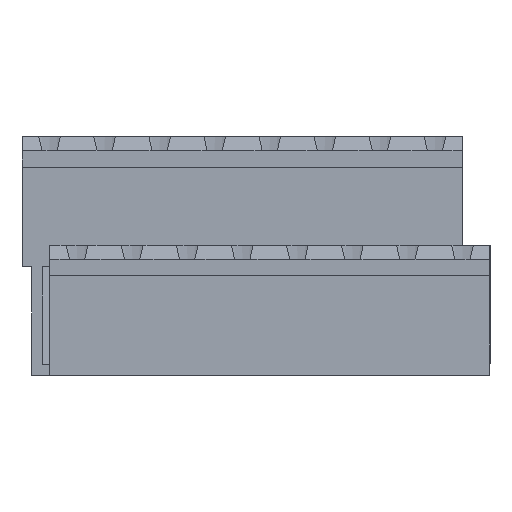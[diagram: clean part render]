
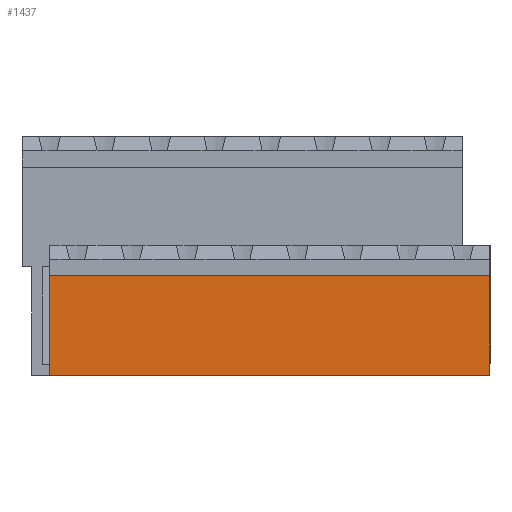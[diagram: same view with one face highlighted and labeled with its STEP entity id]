
A CAD part, front view. The second image highlights one B-rep face of the part: STEP entity #1437.
In plain terms, the highlighted planar face has unit normal (0, -1, 0).
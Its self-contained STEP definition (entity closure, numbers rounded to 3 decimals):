
#1437 = ADVANCED_FACE( '', ( #3117 ), #3118, .F. );
#3117 = FACE_OUTER_BOUND( '', #5099, .T. );
#3118 = PLANE( '', #5100 );
#5099 = EDGE_LOOP( '', ( #9092, #9093, #9094, #9095 ) );
#5100 = AXIS2_PLACEMENT_3D( '', #9096, #9097, #9098 );
#9092 = ORIENTED_EDGE( '', *, *, #13151, .F. );
#9093 = ORIENTED_EDGE( '', *, *, #13901, .F. );
#9094 = ORIENTED_EDGE( '', *, *, #13902, .F. );
#9095 = ORIENTED_EDGE( '', *, *, #13903, .F. );
#9096 = CARTESIAN_POINT( '', ( 0., -18.85, 0. ) );
#9097 = DIRECTION( '', ( 0., 1., 0. ) );
#9098 = DIRECTION( '', ( 0., 0., 1. ) );
#13151 = EDGE_CURVE( '', #16250, #16252, #16253, .T. );
#13901 = EDGE_CURVE( '', #17360, #16250, #17361, .T. );
#13902 = EDGE_CURVE( '', #17362, #17360, #17363, .T. );
#13903 = EDGE_CURVE( '', #16252, #17362, #17364, .T. );
#16250 = VERTEX_POINT( '', #20587 );
#16252 = VERTEX_POINT( '', #20590 );
#16253 = LINE( '', #20591, #20592 );
#17360 = VERTEX_POINT( '', #22200 );
#17361 = LINE( '', #22201, #22202 );
#17362 = VERTEX_POINT( '', #22203 );
#17363 = LINE( '', #22204, #22205 );
#17364 = LINE( '', #22206, #22207 );
#20587 = CARTESIAN_POINT( '', ( -17.78, -18.85, -11. ) );
#20590 = CARTESIAN_POINT( '', ( -17.78, -18.85, -1.8 ) );
#20591 = CARTESIAN_POINT( '', ( -17.78, -18.85, -11. ) );
#20592 = VECTOR( '', #24495, 1000. );
#22200 = CARTESIAN_POINT( '', ( 22.86, -18.85, -11. ) );
#22201 = CARTESIAN_POINT( '', ( 22.86, -18.85, -11. ) );
#22202 = VECTOR( '', #25219, 1000. );
#22203 = CARTESIAN_POINT( '', ( 22.86, -18.85, -1.8 ) );
#22204 = CARTESIAN_POINT( '', ( 22.86, -18.85, -1.8 ) );
#22205 = VECTOR( '', #25220, 1000. );
#22206 = CARTESIAN_POINT( '', ( -17.78, -18.85, -1.8 ) );
#22207 = VECTOR( '', #25221, 1000. );
#24495 = DIRECTION( '', ( 0., 0., 1. ) );
#25219 = DIRECTION( '', ( -1., 0., 0. ) );
#25220 = DIRECTION( '', ( 0., 0., -1. ) );
#25221 = DIRECTION( '', ( 1., 0., 0. ) );
